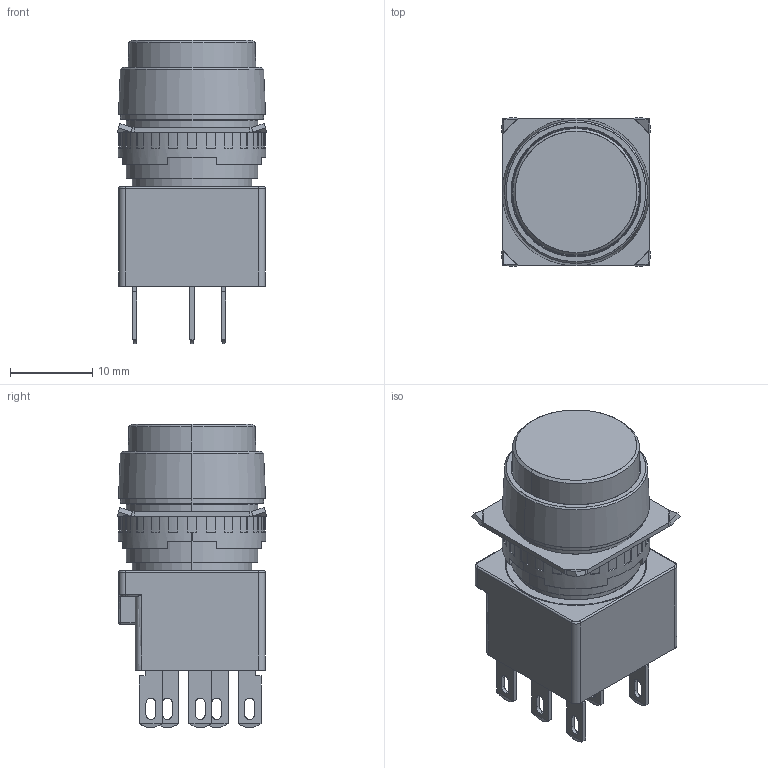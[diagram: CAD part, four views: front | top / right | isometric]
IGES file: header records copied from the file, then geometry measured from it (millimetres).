
Start section: SolidWorks IGES file using analytic representation for surfaces
Global section: file name: 01_LB1L-[M][A]1Tx[1][3][4]$.IGS; native system: SolidWorks 2019; preprocessor: SolidWorks 2019; author: 1003660; date: 200925.085525; units: millimetre
Bounding box: 18.07 x 18.07 x 36.9 mm (x, y, z)
Surface area: 4998.4 mm2 (no closed solid volume)
Topology: 0 solids, 0 shells, 405 faces, 3445 edges, 3439 vertices
Faces by surface type: bspline 254, revolution 151
